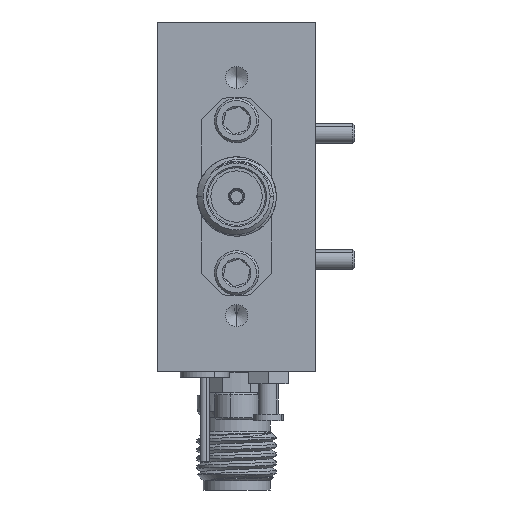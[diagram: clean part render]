
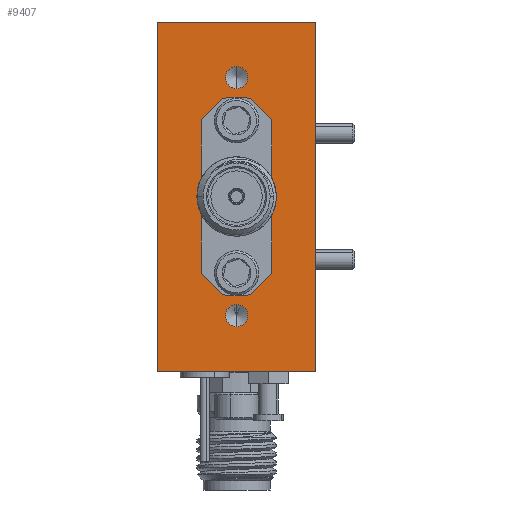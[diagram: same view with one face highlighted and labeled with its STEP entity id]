
A CAD part, left-side view. The second image highlights one B-rep face of the part: STEP entity #9407.
In plain terms, the highlighted planar face has unit normal (-1, 0, 0).
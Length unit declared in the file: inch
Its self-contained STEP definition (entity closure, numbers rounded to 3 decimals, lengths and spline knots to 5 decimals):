
#135 = EDGE_CURVE ( 'NONE', #6794, #18081, #8111, .T. ) ;
#337 = VERTEX_POINT ( 'NONE', #6743 ) ;
#350 = CARTESIAN_POINT ( 'NONE',  ( -0.9, 0.25, -0.18957 ) ) ;
#380 = ORIENTED_EDGE ( 'NONE', *, *, #2986, .F. ) ;
#564 = ORIENTED_EDGE ( 'NONE', *, *, #2665, .F. ) ;
#905 = CARTESIAN_POINT ( 'NONE',  ( -0.9, 0.25, 0.34 ) ) ;
#922 = DIRECTION ( 'NONE',  ( 0., 0., 1. ) ) ;
#1081 = CIRCLE ( 'NONE', #17259, 0.05098 ) ;
#1173 = VERTEX_POINT ( 'NONE', #7916 ) ;
#1339 = EDGE_CURVE ( 'NONE', #337, #5533, #13081, .T. ) ;
#1467 = ORIENTED_EDGE ( 'NONE', *, *, #10739, .T. ) ;
#1688 = AXIS2_PLACEMENT_3D ( 'NONE', #9072, #17773, #4688 ) ;
#1713 = EDGE_LOOP ( 'NONE', ( #564, #380 ) ) ;
#1776 = ORIENTED_EDGE ( 'NONE', *, *, #7904, .F. ) ;
#1936 = VERTEX_POINT ( 'NONE', #905 ) ;
#2092 = CARTESIAN_POINT ( 'NONE',  ( -0.9, 0.5, 0.55 ) ) ;
#2313 = AXIS2_PLACEMENT_3D ( 'NONE', #5902, #4487, #6004 ) ;
#2645 = FACE_OUTER_BOUND ( 'NONE', #10186, .T. ) ;
#2665 = EDGE_CURVE ( 'NONE', #17645, #1936, #13282, .T. ) ;
#2726 = CARTESIAN_POINT ( 'NONE',  ( -0.9, 0.25, -0.41 ) ) ;
#2828 = EDGE_CURVE ( 'NONE', #10834, #14537, #16600, .T. ) ;
#2986 = EDGE_CURVE ( 'NONE', #1936, #17645, #18198, .T. ) ;
#3091 = VERTEX_POINT ( 'NONE', #2726 ) ;
#3446 = CARTESIAN_POINT ( 'NONE',  ( -0.9, 0.25, 0.41 ) ) ;
#3761 = DIRECTION ( 'NONE',  ( 1., 0., 0. ) ) ;
#3768 = AXIS2_PLACEMENT_3D ( 'NONE', #18369, #12827, #11298 ) ;
#3905 = DIRECTION ( 'NONE',  ( 0., -1., 0. ) ) ;
#4175 = FACE_BOUND ( 'NONE', #1713, .T. ) ;
#4487 = DIRECTION ( 'NONE',  ( 1., 0., 0. ) ) ;
#4596 = CARTESIAN_POINT ( 'NONE',  ( -0.9, 0.25, 0.24055 ) ) ;
#4688 = DIRECTION ( 'NONE',  ( 0., 0., 1. ) ) ;
#4775 = EDGE_LOOP ( 'NONE', ( #8891, #1467 ) ) ;
#4887 = CARTESIAN_POINT ( 'NONE',  ( -0.9, 0.5, 0.55 ) ) ;
#5174 = CARTESIAN_POINT ( 'NONE',  ( -0.9, 0., 0.55 ) ) ;
#5501 = DIRECTION ( 'NONE',  ( 1., 0., 0. ) ) ;
#5533 = VERTEX_POINT ( 'NONE', #5174 ) ;
#5616 = CARTESIAN_POINT ( 'NONE',  ( -0.9, 0.25, -0.375 ) ) ;
#5902 = CARTESIAN_POINT ( 'NONE',  ( -0.9, 0.25, -0.24055 ) ) ;
#5971 = VERTEX_POINT ( 'NONE', #17427 ) ;
#6004 = DIRECTION ( 'NONE',  ( 0., 0., -1. ) ) ;
#6191 = AXIS2_PLACEMENT_3D ( 'NONE', #16452, #13679, #10626 ) ;
#6439 = EDGE_CURVE ( 'NONE', #10834, #337, #12688, .T. ) ;
#6743 = CARTESIAN_POINT ( 'NONE',  ( -0.9, 0., -0.55 ) ) ;
#6794 = VERTEX_POINT ( 'NONE', #14467 ) ;
#6830 = PLANE ( 'NONE',  #12347 ) ;
#7018 = FACE_BOUND ( 'NONE', #17318, .T. ) ;
#7035 = CARTESIAN_POINT ( 'NONE',  ( -0.9, 0.5, 0.55 ) ) ;
#7061 = VECTOR ( 'NONE', #3905, 39.37008 ) ;
#7144 = VERTEX_POINT ( 'NONE', #12533 ) ;
#7260 = ORIENTED_EDGE ( 'NONE', *, *, #12497, .T. ) ;
#7269 = EDGE_CURVE ( 'NONE', #14841, #3091, #16952, .T. ) ;
#7273 = EDGE_CURVE ( 'NONE', #1173, #7144, #1081, .T. ) ;
#7534 = ORIENTED_EDGE ( 'NONE', *, *, #7269, .F. ) ;
#7579 = EDGE_LOOP ( 'NONE', ( #7534, #9431 ) ) ;
#7699 = CARTESIAN_POINT ( 'NONE',  ( -0.9, 0., 0.55 ) ) ;
#7700 = EDGE_LOOP ( 'NONE', ( #7260, #7968 ) ) ;
#7904 = EDGE_CURVE ( 'NONE', #14537, #5533, #9711, .T. ) ;
#7916 = CARTESIAN_POINT ( 'NONE',  ( -0.9, 0.25, 0.18957 ) ) ;
#7956 = CARTESIAN_POINT ( 'NONE',  ( -0.9, 0.5, -0.55 ) ) ;
#7968 = ORIENTED_EDGE ( 'NONE', *, *, #135, .T. ) ;
#8111 = CIRCLE ( 'NONE', #2313, 0.05098 ) ;
#8163 = ORIENTED_EDGE ( 'NONE', *, *, #7273, .F. ) ;
#8453 = FACE_BOUND ( 'NONE', #7579, .T. ) ;
#8697 = DIRECTION ( 'NONE',  ( -1., 0., 0. ) ) ;
#8891 = ORIENTED_EDGE ( 'NONE', *, *, #9408, .T. ) ;
#9072 = CARTESIAN_POINT ( 'NONE',  ( -0.9, 0.25, 0.375 ) ) ;
#9222 = CIRCLE ( 'NONE', #14123, 0.10039 ) ;
#9242 = VERTEX_POINT ( 'NONE', #16489 ) ;
#9243 = DIRECTION ( 'NONE',  ( 0., -1., 0. ) ) ;
#9407 = ADVANCED_FACE ( 'NONE', ( #2645, #14199, #4175, #8453, #7018, #9979 ), #6830, .F. ) ;
#9408 = EDGE_CURVE ( 'NONE', #5971, #9242, #17544, .T. ) ;
#9431 = ORIENTED_EDGE ( 'NONE', *, *, #12800, .F. ) ;
#9711 = LINE ( 'NONE', #7035, #7061 ) ;
#9712 = ORIENTED_EDGE ( 'NONE', *, *, #6439, .T. ) ;
#9775 = DIRECTION ( 'NONE',  ( 0., 1., 0. ) ) ;
#9939 = AXIS2_PLACEMENT_3D ( 'NONE', #15034, #15423, #10850 ) ;
#9979 = FACE_BOUND ( 'NONE', #4775, .T. ) ;
#10186 = EDGE_LOOP ( 'NONE', ( #16469, #1776, #12457, #9712 ) ) ;
#10197 = AXIS2_PLACEMENT_3D ( 'NONE', #18497, #12847, #14010 ) ;
#10626 = DIRECTION ( 'NONE',  ( 0., 0., -1. ) ) ;
#10629 = VECTOR ( 'NONE', #18129, 39.37008 ) ;
#10647 = DIRECTION ( 'NONE',  ( 0., -1., 0. ) ) ;
#10739 = EDGE_CURVE ( 'NONE', #9242, #5971, #9222, .T. ) ;
#10805 = VECTOR ( 'NONE', #9243, 39.37008 ) ;
#10834 = VERTEX_POINT ( 'NONE', #7956 ) ;
#10850 = DIRECTION ( 'NONE',  ( 0., 0., 1. ) ) ;
#10910 = EDGE_CURVE ( 'NONE', #7144, #1173, #15969, .T. ) ;
#11132 = ORIENTED_EDGE ( 'NONE', *, *, #10910, .F. ) ;
#11166 = VECTOR ( 'NONE', #922, 39.37008 ) ;
#11298 = DIRECTION ( 'NONE',  ( 0., 0., -1. ) ) ;
#11655 = DIRECTION ( 'NONE',  ( 0., 0., 1. ) ) ;
#11695 = AXIS2_PLACEMENT_3D ( 'NONE', #5616, #15927, #17374 ) ;
#11769 = CARTESIAN_POINT ( 'NONE',  ( -0.9, 0.25, -0.375 ) ) ;
#12005 = CIRCLE ( 'NONE', #11695, 0.035 ) ;
#12347 = AXIS2_PLACEMENT_3D ( 'NONE', #12670, #5501, #9775 ) ;
#12457 = ORIENTED_EDGE ( 'NONE', *, *, #2828, .F. ) ;
#12497 = EDGE_CURVE ( 'NONE', #18081, #6794, #14440, .T. ) ;
#12533 = CARTESIAN_POINT ( 'NONE',  ( -0.9, 0.25, 0.29154 ) ) ;
#12670 = CARTESIAN_POINT ( 'NONE',  ( -0.9, 0.5, 0.55 ) ) ;
#12688 = LINE ( 'NONE', #17870, #10805 ) ;
#12800 = EDGE_CURVE ( 'NONE', #3091, #14841, #12005, .T. ) ;
#12827 = DIRECTION ( 'NONE',  ( -1., 0., 0. ) ) ;
#12847 = DIRECTION ( 'NONE',  ( 1., 0., 0. ) ) ;
#13081 = LINE ( 'NONE', #7699, #10629 ) ;
#13282 = CIRCLE ( 'NONE', #1688, 0.035 ) ;
#13380 = DIRECTION ( 'NONE',  ( -1., 0., 0. ) ) ;
#13679 = DIRECTION ( 'NONE',  ( 1., 0., 0. ) ) ;
#14010 = DIRECTION ( 'NONE',  ( 0., -1., 0. ) ) ;
#14123 = AXIS2_PLACEMENT_3D ( 'NONE', #16674, #3761, #10647 ) ;
#14199 = FACE_BOUND ( 'NONE', #7700, .T. ) ;
#14337 = CARTESIAN_POINT ( 'NONE',  ( -0.9, 0.25, -0.34 ) ) ;
#14440 = CIRCLE ( 'NONE', #6191, 0.05098 ) ;
#14467 = CARTESIAN_POINT ( 'NONE',  ( -0.9, 0.25, -0.29154 ) ) ;
#14511 = AXIS2_PLACEMENT_3D ( 'NONE', #11769, #8697, #11655 ) ;
#14537 = VERTEX_POINT ( 'NONE', #4887 ) ;
#14819 = DIRECTION ( 'NONE',  ( 0., 0., -1. ) ) ;
#14841 = VERTEX_POINT ( 'NONE', #14337 ) ;
#15034 = CARTESIAN_POINT ( 'NONE',  ( -0.9, 0.25, 0.375 ) ) ;
#15423 = DIRECTION ( 'NONE',  ( -1., 0., 0. ) ) ;
#15927 = DIRECTION ( 'NONE',  ( -1., 0., 0. ) ) ;
#15969 = CIRCLE ( 'NONE', #3768, 0.05098 ) ;
#16452 = CARTESIAN_POINT ( 'NONE',  ( -0.9, 0.25, -0.24055 ) ) ;
#16469 = ORIENTED_EDGE ( 'NONE', *, *, #1339, .T. ) ;
#16489 = CARTESIAN_POINT ( 'NONE',  ( -0.9, 0.35039, 0. ) ) ;
#16600 = LINE ( 'NONE', #2092, #11166 ) ;
#16674 = CARTESIAN_POINT ( 'NONE',  ( -0.9, 0.25, 0. ) ) ;
#16952 = CIRCLE ( 'NONE', #14511, 0.035 ) ;
#17259 = AXIS2_PLACEMENT_3D ( 'NONE', #4596, #13380, #14819 ) ;
#17318 = EDGE_LOOP ( 'NONE', ( #11132, #8163 ) ) ;
#17374 = DIRECTION ( 'NONE',  ( 0., 0., 1. ) ) ;
#17427 = CARTESIAN_POINT ( 'NONE',  ( -0.9, 0.14961, 0. ) ) ;
#17544 = CIRCLE ( 'NONE', #10197, 0.10039 ) ;
#17645 = VERTEX_POINT ( 'NONE', #3446 ) ;
#17773 = DIRECTION ( 'NONE',  ( -1., 0., 0. ) ) ;
#17870 = CARTESIAN_POINT ( 'NONE',  ( -0.9, 0.5, -0.55 ) ) ;
#18081 = VERTEX_POINT ( 'NONE', #350 ) ;
#18129 = DIRECTION ( 'NONE',  ( 0., 0., 1. ) ) ;
#18198 = CIRCLE ( 'NONE', #9939, 0.035 ) ;
#18369 = CARTESIAN_POINT ( 'NONE',  ( -0.9, 0.25, 0.24055 ) ) ;
#18497 = CARTESIAN_POINT ( 'NONE',  ( -0.9, 0.25, 0. ) ) ;
